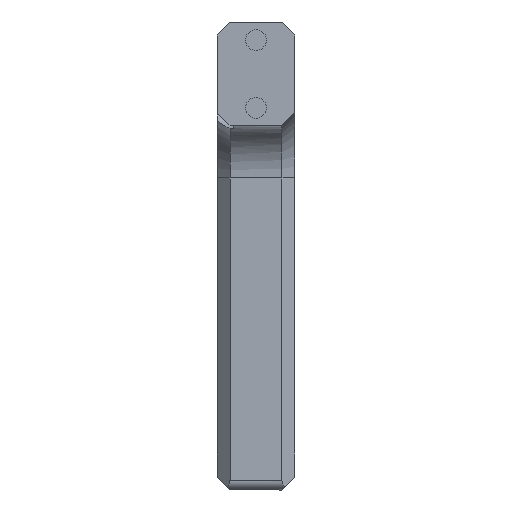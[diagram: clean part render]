
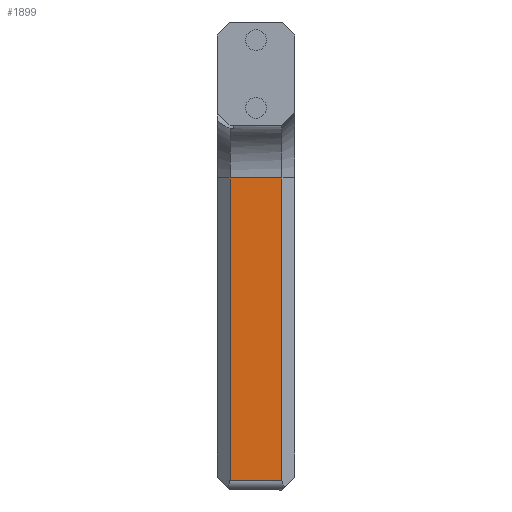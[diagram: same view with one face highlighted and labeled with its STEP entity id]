
A CAD part, front view. The second image highlights one B-rep face of the part: STEP entity #1899.
In plain terms, the highlighted planar face has unit normal (0, -1, 0).
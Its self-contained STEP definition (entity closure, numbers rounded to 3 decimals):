
#96=FACE_OUTER_BOUND('',#200,.T.);
#200=EDGE_LOOP('',(#1315,#1316,#1317,#1318));
#367=LINE('',#2828,#581);
#375=LINE('',#2850,#589);
#376=LINE('',#2856,#590);
#377=LINE('',#2857,#591);
#581=VECTOR('',#2249,10.);
#589=VECTOR('',#2271,1.5);
#590=VECTOR('',#2278,8.);
#591=VECTOR('',#2279,10.);
#807=VERTEX_POINT('',#2825);
#808=VERTEX_POINT('',#2827);
#815=VERTEX_POINT('',#2849);
#817=VERTEX_POINT('',#2855);
#1000=EDGE_CURVE('',#807,#808,#367,.T.);
#1011=EDGE_CURVE('',#808,#815,#375,.T.);
#1014=EDGE_CURVE('',#817,#807,#376,.T.);
#1015=EDGE_CURVE('',#815,#817,#377,.T.);
#1315=ORIENTED_EDGE('',*,*,#1000,.F.);
#1316=ORIENTED_EDGE('',*,*,#1014,.F.);
#1317=ORIENTED_EDGE('',*,*,#1015,.F.);
#1318=ORIENTED_EDGE('',*,*,#1011,.F.);
#1822=PLANE('',#2038);
#1899=ADVANCED_FACE('',(#96),#1822,.F.);
#2038=AXIS2_PLACEMENT_3D('',#2854,#2276,#2277);
#2249=DIRECTION('',(0.,0.,-1.));
#2271=DIRECTION('',(-1.,0.,0.));
#2276=DIRECTION('center_axis',(0.,1.,0.));
#2277=DIRECTION('ref_axis',(-1.,0.,0.));
#2278=DIRECTION('',(1.,0.,0.));
#2279=DIRECTION('',(0.,0.,1.));
#2825=CARTESIAN_POINT('',(6.582,348.798,9.661));
#2827=CARTESIAN_POINT('',(6.582,348.798,-36.839));
#2828=CARTESIAN_POINT('',(6.582,348.798,28.811));
#2849=CARTESIAN_POINT('',(-1.418,348.798,-36.839));
#2850=CARTESIAN_POINT('',(3.574,348.798,-36.839));
#2854=CARTESIAN_POINT('Origin',(1.077,348.798,26.161));
#2855=CARTESIAN_POINT('',(-1.418,348.798,9.661));
#2856=CARTESIAN_POINT('',(1.074,348.798,9.661));
#2857=CARTESIAN_POINT('',(-1.418,348.798,25.161));
